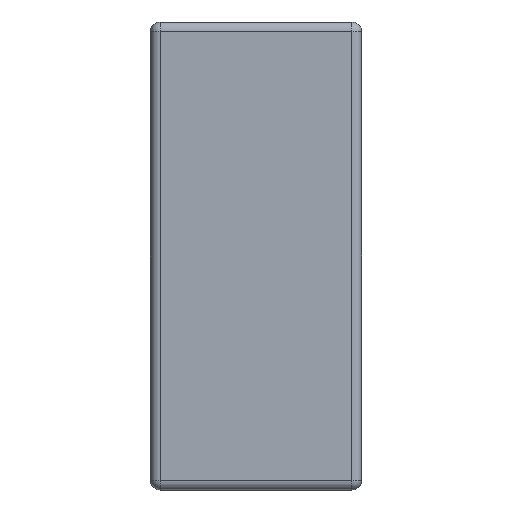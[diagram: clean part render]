
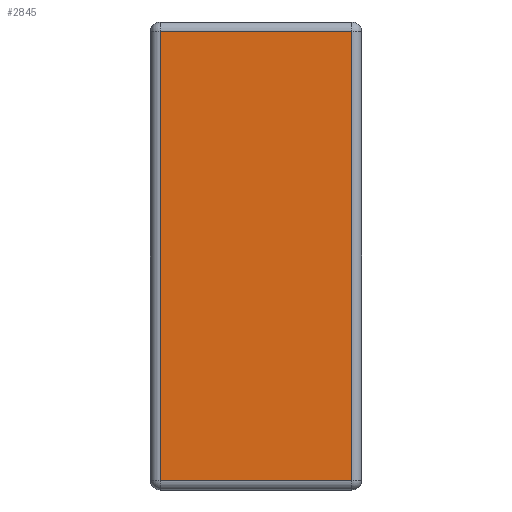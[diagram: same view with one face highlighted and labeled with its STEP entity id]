
A CAD part, left-side view. The second image highlights one B-rep face of the part: STEP entity #2845.
In plain terms, the highlighted planar face has unit normal (-1, 0, 0).
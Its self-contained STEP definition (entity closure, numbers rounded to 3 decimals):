
#13 = LINE ( 'NONE', #3831, #1419 ) ;
#55 = VECTOR ( 'NONE', #2394, 1000. ) ;
#163 = CARTESIAN_POINT ( 'NONE',  ( 0., 0., 0. ) ) ;
#244 = VERTEX_POINT ( 'NONE', #1200 ) ;
#359 = CARTESIAN_POINT ( 'NONE',  ( 0., 0.041, 0. ) ) ;
#474 = EDGE_CURVE ( 'NONE', #2105, #3492, #3035, .T. ) ;
#503 = VECTOR ( 'NONE', #986, 1000. ) ;
#627 = CARTESIAN_POINT ( 'NONE',  ( 0., 0.88, -0.041 ) ) ;
#727 = DIRECTION ( 'NONE',  ( 0., 0., 1. ) ) ;
#853 = DIRECTION ( 'NONE',  ( -1., 0., 0. ) ) ;
#898 = ORIENTED_EDGE ( 'NONE', *, *, #474, .T. ) ;
#917 = CARTESIAN_POINT ( 'NONE',  ( 0., 0.839, -1.909 ) ) ;
#986 = DIRECTION ( 'NONE',  ( 0., 1., 0. ) ) ;
#1106 = VERTEX_POINT ( 'NONE', #2050 ) ;
#1200 = CARTESIAN_POINT ( 'NONE',  ( 0., 0.041, -0.041 ) ) ;
#1419 = VECTOR ( 'NONE', #3870, 1000. ) ;
#1504 = EDGE_CURVE ( 'NONE', #1106, #2105, #13, .T. ) ;
#1648 = CARTESIAN_POINT ( 'NONE',  ( 0., 0., -1.909 ) ) ;
#1994 = AXIS2_PLACEMENT_3D ( 'NONE', #163, #853, #4513 ) ;
#2050 = CARTESIAN_POINT ( 'NONE',  ( 0., 0.839, -0.041 ) ) ;
#2105 = VERTEX_POINT ( 'NONE', #917 ) ;
#2324 = PLANE ( 'NONE',  #1994 ) ;
#2394 = DIRECTION ( 'NONE',  ( 0., -1., 0. ) ) ;
#2575 = LINE ( 'NONE', #359, #2967 ) ;
#2658 = ORIENTED_EDGE ( 'NONE', *, *, #4607, .T. ) ;
#2845 = ADVANCED_FACE ( 'NONE', ( #3781 ), #2324, .T. ) ;
#2967 = VECTOR ( 'NONE', #727, 1000. ) ;
#3035 = LINE ( 'NONE', #1648, #55 ) ;
#3047 = ORIENTED_EDGE ( 'NONE', *, *, #1504, .T. ) ;
#3492 = VERTEX_POINT ( 'NONE', #3680 ) ;
#3559 = ORIENTED_EDGE ( 'NONE', *, *, #4042, .T. ) ;
#3680 = CARTESIAN_POINT ( 'NONE',  ( 0., 0.041, -1.909 ) ) ;
#3781 = FACE_OUTER_BOUND ( 'NONE', #4568, .T. ) ;
#3795 = LINE ( 'NONE', #627, #503 ) ;
#3831 = CARTESIAN_POINT ( 'NONE',  ( 0., 0.839, -1.95 ) ) ;
#3870 = DIRECTION ( 'NONE',  ( 0., 0., -1. ) ) ;
#4042 = EDGE_CURVE ( 'NONE', #3492, #244, #2575, .T. ) ;
#4513 = DIRECTION ( 'NONE',  ( 0., 0., 1. ) ) ;
#4568 = EDGE_LOOP ( 'NONE', ( #898, #3559, #2658, #3047 ) ) ;
#4607 = EDGE_CURVE ( 'NONE', #244, #1106, #3795, .T. ) ;
